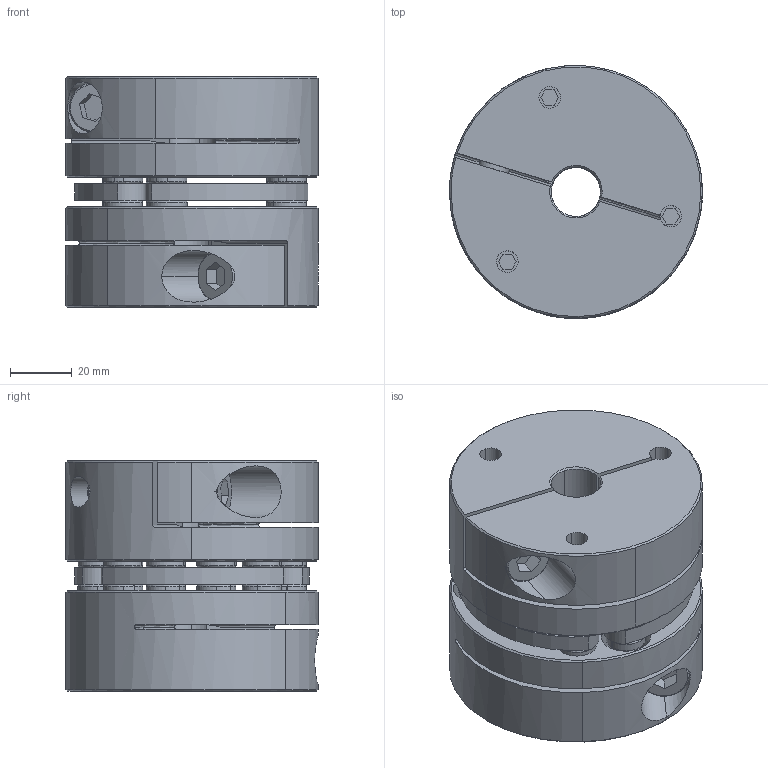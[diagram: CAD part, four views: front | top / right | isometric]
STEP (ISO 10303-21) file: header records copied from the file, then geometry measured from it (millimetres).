
FILE_DESCRIPTION (( 'STEP AP214' ), '1' );
FILE_NAME ('ZERO MAX-6A30-A1C-6A30-A1C-16mmB-16mmB.step', '2015-12-29T20:44:45', ( 'Windows User' ), ( '' ), 'SwSTEP 2.0', 'SolidWorks 2016', '' );
FILE_SCHEMA (( 'AUTOMOTIVE_DESIGN' ));
Length unit declared in the file: inch
Products named in the file (1): ZERO MAX-6A30-A1C-6A30-A1C-16mmB-16mmB
Bounding box: 82.05 x 81.96 x 74.65 mm (x, y, z)
Volume: 320285.7 mm3; surface area: 80533.9 mm2
Topology: 1 solids, 17 shells, 637 faces, 1619 edges, 1033 vertices
Faces by surface type: cylinder 302, cone 144, plane 133, bspline 58
Entity records: 20625 total; most frequent: CARTESIAN_POINT 4855, DIRECTION 3543, ORIENTED_EDGE 3202, EDGE_CURVE 1601, AXIS2_PLACEMENT_3D 1465, VERTEX_POINT 1033, CIRCLE 885, EDGE_LOOP 730
